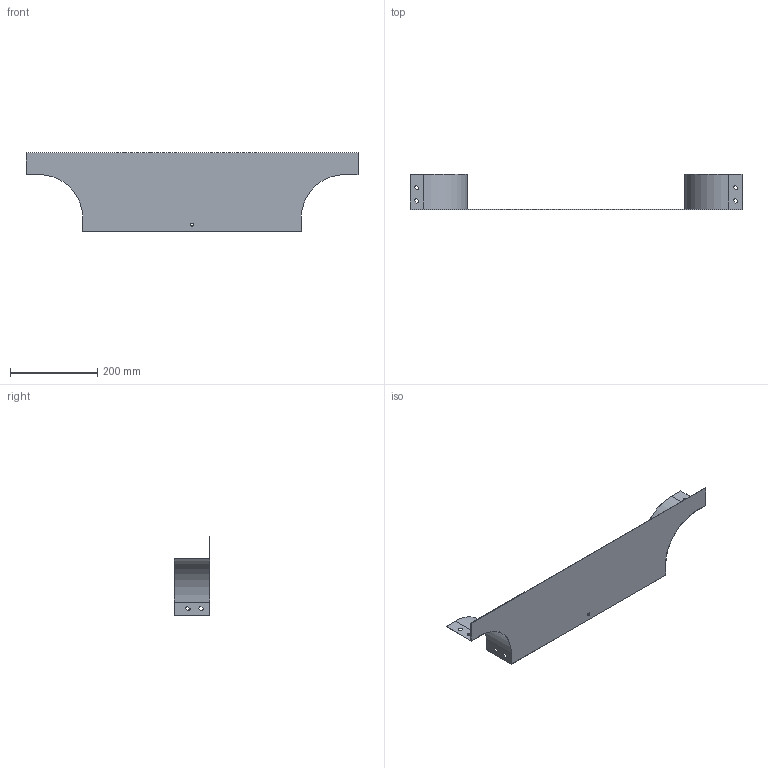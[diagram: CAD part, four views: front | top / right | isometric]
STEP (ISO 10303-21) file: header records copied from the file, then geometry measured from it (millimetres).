
FILE_DESCRIPTION (( 'STEP AP203' ), '1' );
FILE_NAME ('Îòâåòâèòåëü DL_36255.STEP', '2012-11-09T08:48:42', ( 'Àñååâ' ), ( '' ), 'SwSTEP 2.0', 'SolidWorks 2012', '' );
FILE_SCHEMA (( 'CONFIG_CONTROL_DESIGN' ));
Length unit declared in the file: millimetre
Products named in the file (1): Îòâåòâèòåëü DL_36255
Bounding box: 760 x 81 x 180 mm (x, y, z)
Volume: 141601.8 mm3; surface area: 285578.2 mm2
Topology: 1 solids, 1 shells, 53 faces, 154 edges, 103 vertices
Faces by surface type: plane 32, cylinder 21
Full cylindrical faces by diameter (mm): 7 x1
Entity records: 1857 total; most frequent: CARTESIAN_POINT 308, ORIENTED_EDGE 304, DIRECTION 302, EDGE_CURVE 152, LINE 110, VECTOR 110, VERTEX_POINT 102, AXIS2_PLACEMENT_3D 96
